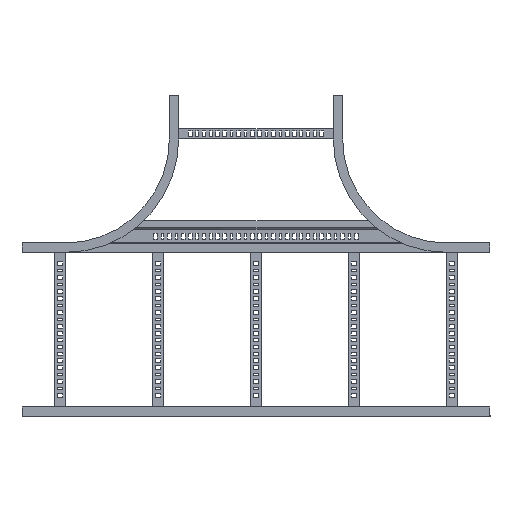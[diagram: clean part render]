
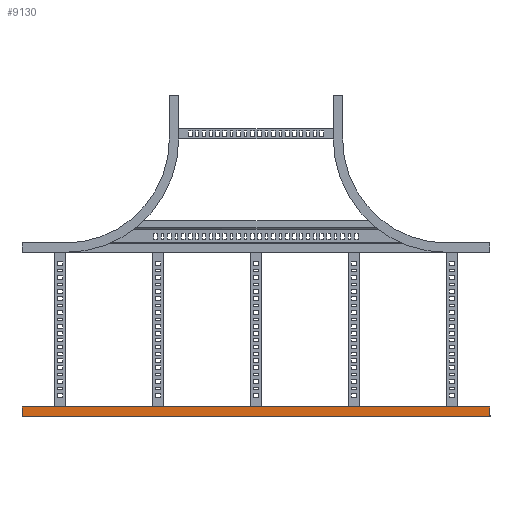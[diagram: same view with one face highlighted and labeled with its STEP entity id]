
A CAD part, front view. The second image highlights one B-rep face of the part: STEP entity #9130.
In plain terms, the highlighted planar face has unit normal (0, -1, 0).
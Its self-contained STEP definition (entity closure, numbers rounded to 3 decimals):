
#15 = VERTEX_POINT ( 'NONE', #8501 ) ;
#103 = LINE ( 'NONE', #969, #4527 ) ;
#414 = LINE ( 'NONE', #6694, #4826 ) ;
#496 = CARTESIAN_POINT ( 'NONE',  ( 0., 0., 675. ) ) ;
#601 = VECTOR ( 'NONE', #4151, 1000. ) ;
#731 = DIRECTION ( 'NONE',  ( 1., 0., 0. ) ) ;
#780 = CARTESIAN_POINT ( 'NONE',  ( -2.5, 0., 675. ) ) ;
#969 = CARTESIAN_POINT ( 'NONE',  ( -27., 0., 675. ) ) ;
#1121 = EDGE_CURVE ( 'NONE', #15, #3698, #2939, .T. ) ;
#1448 = PLANE ( 'NONE',  #1566 ) ;
#1566 = AXIS2_PLACEMENT_3D ( 'NONE', #6685, #7554, #2344 ) ;
#1943 = VERTEX_POINT ( 'NONE', #780 ) ;
#2046 = CARTESIAN_POINT ( 'NONE',  ( 0., 0., -675. ) ) ;
#2103 = ORIENTED_EDGE ( 'NONE', *, *, #8951, .F. ) ;
#2344 = DIRECTION ( 'NONE',  ( 0., 0., 1. ) ) ;
#2867 = ORIENTED_EDGE ( 'NONE', *, *, #10482, .T. ) ;
#2939 = LINE ( 'NONE', #10108, #601 ) ;
#3524 = ORIENTED_EDGE ( 'NONE', *, *, #5964, .T. ) ;
#3698 = VERTEX_POINT ( 'NONE', #9242 ) ;
#3842 = VECTOR ( 'NONE', #9702, 1000. ) ;
#4151 = DIRECTION ( 'NONE',  ( 0., 0., -1. ) ) ;
#4317 = VERTEX_POINT ( 'NONE', #7351 ) ;
#4527 = VECTOR ( 'NONE', #6184, 1000. ) ;
#4826 = VECTOR ( 'NONE', #10217, 1000. ) ;
#5964 = EDGE_CURVE ( 'NONE', #3698, #8383, #414, .T. ) ;
#6003 = LINE ( 'NONE', #496, #10132 ) ;
#6141 = LINE ( 'NONE', #7683, #10546 ) ;
#6171 = CARTESIAN_POINT ( 'NONE',  ( -2.5, 0., -675. ) ) ;
#6184 = DIRECTION ( 'NONE',  ( 1., 0., 0. ) ) ;
#6617 = DIRECTION ( 'NONE',  ( 0., 0., -1. ) ) ;
#6685 = CARTESIAN_POINT ( 'NONE',  ( -27., 0., 675. ) ) ;
#6694 = CARTESIAN_POINT ( 'NONE',  ( -27., 0., -675. ) ) ;
#7038 = CARTESIAN_POINT ( 'NONE',  ( 0., 0., -675. ) ) ;
#7351 = CARTESIAN_POINT ( 'NONE',  ( 0., 0., 675. ) ) ;
#7554 = DIRECTION ( 'NONE',  ( 0., 1., 0. ) ) ;
#7683 = CARTESIAN_POINT ( 'NONE',  ( -27., 0., 675. ) ) ;
#8383 = VERTEX_POINT ( 'NONE', #6171 ) ;
#8501 = CARTESIAN_POINT ( 'NONE',  ( -27., 0., 675. ) ) ;
#8951 = EDGE_CURVE ( 'NONE', #1943, #4317, #103, .T. ) ;
#9028 = ORIENTED_EDGE ( 'NONE', *, *, #9057, .F. ) ;
#9057 = EDGE_CURVE ( 'NONE', #4317, #9959, #6003, .T. ) ;
#9130 = ADVANCED_FACE ( 'NONE', ( #9572 ), #1448, .F. ) ;
#9242 = CARTESIAN_POINT ( 'NONE',  ( -27., 0., -675. ) ) ;
#9259 = EDGE_CURVE ( 'NONE', #15, #1943, #6141, .T. ) ;
#9475 = ORIENTED_EDGE ( 'NONE', *, *, #1121, .T. ) ;
#9572 = FACE_OUTER_BOUND ( 'NONE', #11326, .T. ) ;
#9702 = DIRECTION ( 'NONE',  ( 1., 0., 0. ) ) ;
#9959 = VERTEX_POINT ( 'NONE', #2046 ) ;
#10021 = ORIENTED_EDGE ( 'NONE', *, *, #9259, .F. ) ;
#10108 = CARTESIAN_POINT ( 'NONE',  ( -27., 0., 675. ) ) ;
#10132 = VECTOR ( 'NONE', #6617, 1000. ) ;
#10217 = DIRECTION ( 'NONE',  ( 1., 0., 0. ) ) ;
#10482 = EDGE_CURVE ( 'NONE', #8383, #9959, #10833, .T. ) ;
#10546 = VECTOR ( 'NONE', #731, 1000. ) ;
#10833 = LINE ( 'NONE', #7038, #3842 ) ;
#11326 = EDGE_LOOP ( 'NONE', ( #3524, #2867, #9028, #2103, #10021, #9475 ) ) ;
